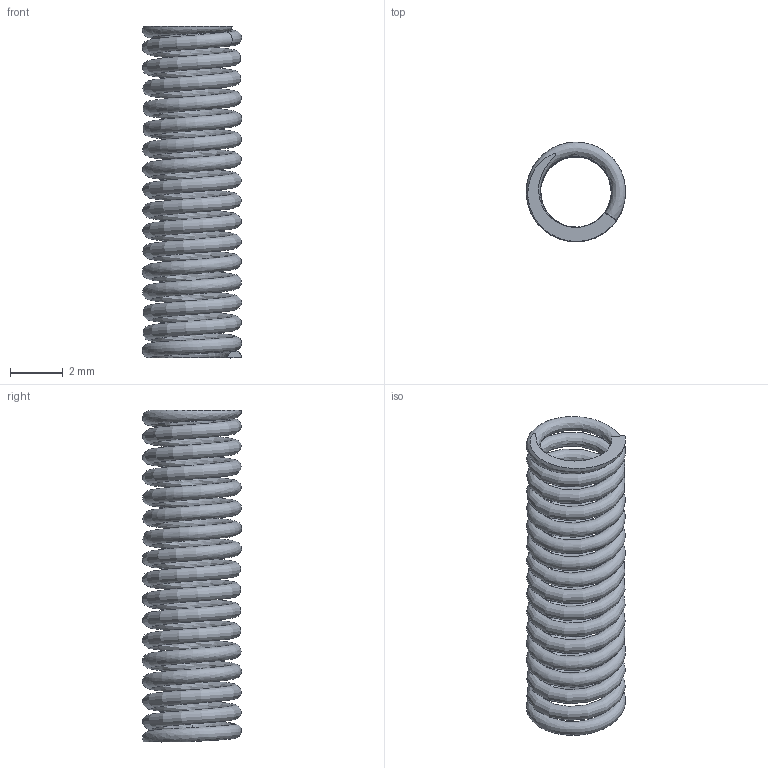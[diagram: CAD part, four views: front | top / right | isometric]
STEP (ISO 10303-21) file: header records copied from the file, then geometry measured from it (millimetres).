
FILE_DESCRIPTION(/* description */ ('This is a sample STEP configuration'),/* implementation_level */ '2;1');
FILE_NAME(/* name */ 'Sodemann C01480210810S.step',/* time_stamp */ '2023-06-06T16:10:16+02:00',/* author */ ('powerJobs'),/* organization */ ('coolOrange'),/* preprocessor_version */ 'ST-DEVELOPER v18.1',/* originating_system */ 'Autodesk Inventor 2022',/* authorisation */ '');
FILE_SCHEMA (('AUTOMOTIVE_DESIGN { 1 0 10303 214 3 1 1 }'));
Length unit declared in the file: millimetre
Products named in the file (1): C01480210810S
Bounding box: 3.77 x 3.76 x 12.57 mm (x, y, z)
Volume: 37.2 mm3; surface area: 285 mm2
Topology: 1 solids, 1 shells, 7 faces, 14 edges, 9 vertices
Faces by surface type: plane 4, bspline 3
Entity records: 2189 total; most frequent: CARTESIAN_POINT 2029, ORIENTED_EDGE 28, EDGE_CURVE 14, DIRECTION 14, B_SPLINE_CURVE_WITH_KNOTS 11, VERTEX_POINT 9, FACE_OUTER_BOUND 7, EDGE_LOOP 7
